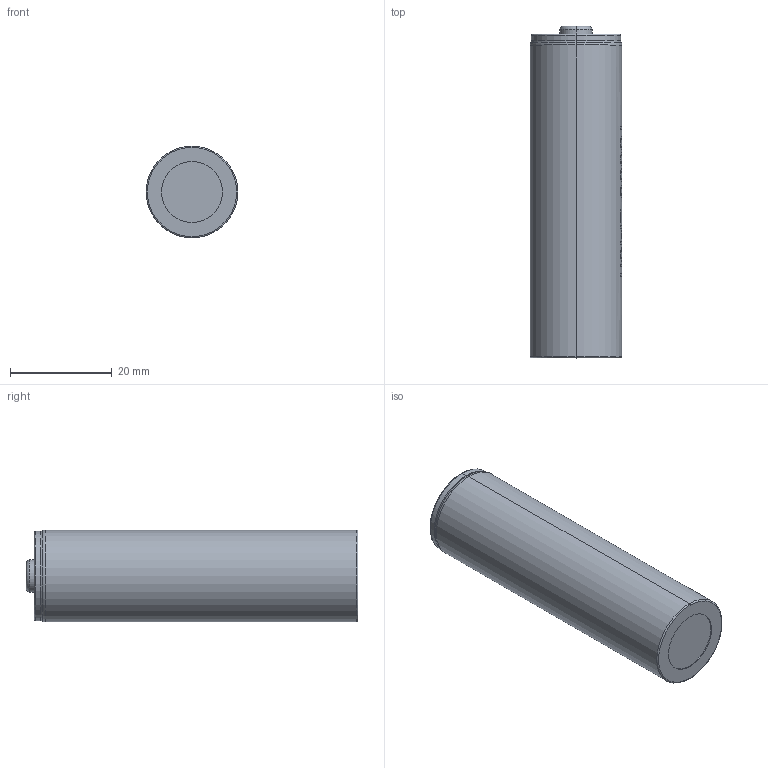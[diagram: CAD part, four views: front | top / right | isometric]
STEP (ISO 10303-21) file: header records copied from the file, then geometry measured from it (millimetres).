
FILE_DESCRIPTION (( 'STEP AP214' ), '1' );
FILE_NAME ('18650 Battery.STEP', '2026-02-09T19:40:01', ( '' ), ( '' ), 'SwSTEP 2.0', 'SolidWorks 2025', '' );
FILE_SCHEMA (( 'AUTOMOTIVE_DESIGN' ));
Length unit declared in the file: inch
Products named in the file (1): 18650 Battery
Bounding box: 18 x 65.1 x 18 mm (x, y, z)
Volume: 16142.7 mm3; surface area: 4131.2 mm2
Topology: 1 solids, 1 shells, 159 faces, 393 edges, 258 vertices
Faces by surface type: bspline 94, cylinder 30, plane 25, torus 10
Entity records: 17973 total; most frequent: CARTESIAN_POINT 15084, ORIENTED_EDGE 786, EDGE_CURVE 393, B_SPLINE_CURVE_WITH_KNOTS 339, VERTEX_POINT 258, DIRECTION 228, EDGE_LOOP 181, FACE_OUTER_BOUND 159
